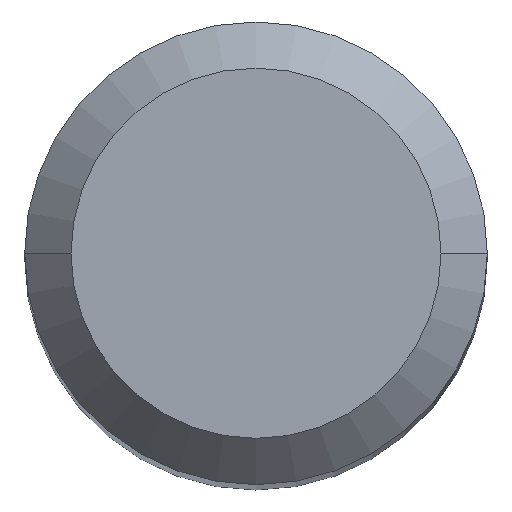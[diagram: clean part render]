
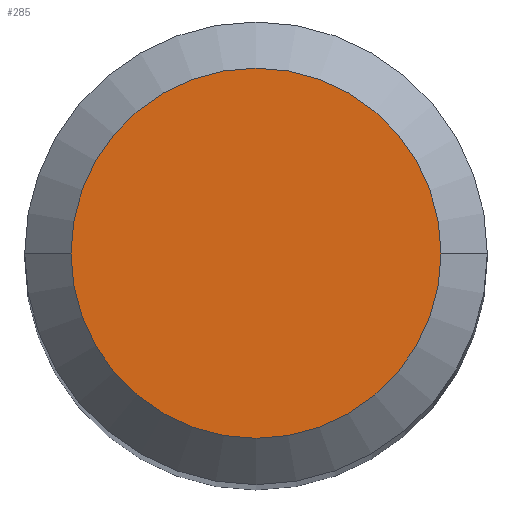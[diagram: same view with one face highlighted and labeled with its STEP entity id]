
A CAD part, top view. The second image highlights one B-rep face of the part: STEP entity #285.
In plain terms, the highlighted planar face has unit normal (0, 0, 1).
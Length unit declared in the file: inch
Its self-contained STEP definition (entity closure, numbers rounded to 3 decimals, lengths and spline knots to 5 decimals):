
#23 = CARTESIAN_POINT ( 'NONE',  ( 0., 0., 0. ) ) ;
#30 = DIRECTION ( 'NONE',  ( 1., 0., 0. ) ) ;
#93 = CIRCLE ( 'NONE', #434, 0.09448 ) ;
#123 = ORIENTED_EDGE ( 'NONE', *, *, #179, .T. ) ;
#130 = DIRECTION ( 'NONE',  ( 0., 0., -1. ) ) ;
#142 = AXIS2_PLACEMENT_3D ( 'NONE', #161, #130, #312 ) ;
#150 = VERTEX_POINT ( 'NONE', #355 ) ;
#161 = CARTESIAN_POINT ( 'NONE',  ( 0., 0., 0. ) ) ;
#179 = EDGE_CURVE ( 'NONE', #150, #459, #314, .T. ) ;
#196 = ORIENTED_EDGE ( 'NONE', *, *, #324, .T. ) ;
#207 = CARTESIAN_POINT ( 'NONE',  ( 0., 0., 0. ) ) ;
#239 = DIRECTION ( 'NONE',  ( 1., 0., 0. ) ) ;
#256 = DIRECTION ( 'NONE',  ( 0., 0., 1. ) ) ;
#283 = AXIS2_PLACEMENT_3D ( 'NONE', #23, #256, #30 ) ;
#285 = ADVANCED_FACE ( 'NONE', ( #349 ), #426, .F. ) ;
#312 = DIRECTION ( 'NONE',  ( -1., 0., 0. ) ) ;
#314 = CIRCLE ( 'NONE', #283, 0.09448 ) ;
#324 = EDGE_CURVE ( 'NONE', #459, #150, #93, .T. ) ;
#344 = DIRECTION ( 'NONE',  ( 0., 0., 1. ) ) ;
#349 = FACE_OUTER_BOUND ( 'NONE', #353, .T. ) ;
#353 = EDGE_LOOP ( 'NONE', ( #123, #196 ) ) ;
#355 = CARTESIAN_POINT ( 'NONE',  ( -0.09448, 0., 0. ) ) ;
#400 = CARTESIAN_POINT ( 'NONE',  ( 0.09448, 0., 0. ) ) ;
#426 = PLANE ( 'NONE',  #142 ) ;
#434 = AXIS2_PLACEMENT_3D ( 'NONE', #207, #344, #239 ) ;
#459 = VERTEX_POINT ( 'NONE', #400 ) ;
